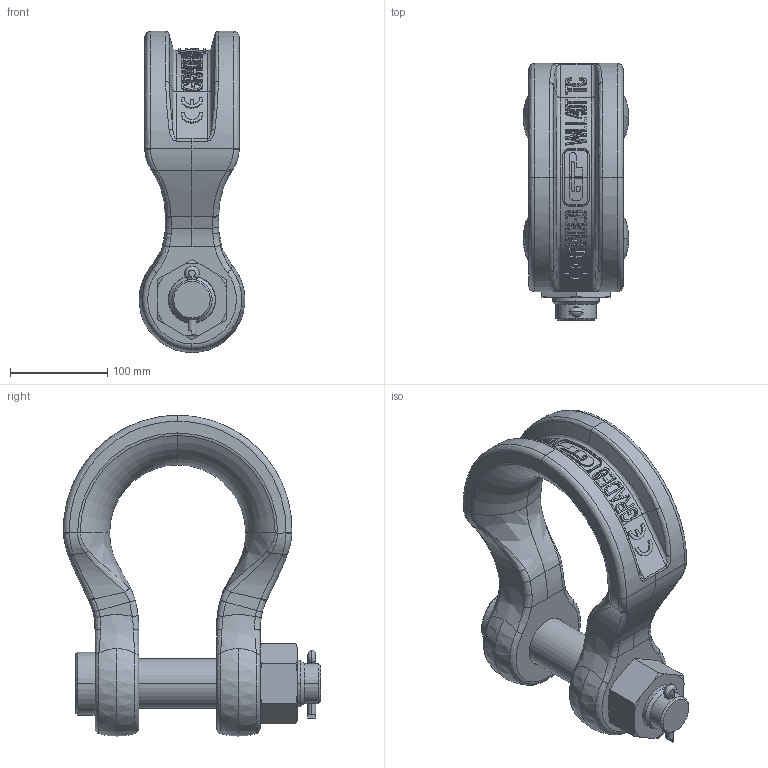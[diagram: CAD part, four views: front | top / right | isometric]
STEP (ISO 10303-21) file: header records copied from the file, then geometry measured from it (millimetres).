
FILE_DESCRIPTION(('STEP AP214'),'1');
FILE_NAME('slgpf0040.stp','2017-03-31T06:18:50',('TraceParts'),('TraceParts S.A.'),'Spatial InterOp 3D',' ',' ');
FILE_SCHEMA(('automotive_design'));
Length unit declared in the file: millimetre
Products named in the file (4): slgpf0040_1; slgpf0040_2; slgpf0040_3; slgpf0040_4
Bounding box: 108.73 x 264.5 x 330.5 mm (x, y, z)
Volume: 2804504.8 mm3; surface area: 264994 mm2
Topology: 4 solids, 4 shells, 586 faces, 1517 edges, 967 vertices
Faces by surface type: bspline 283, plane 196, cylinder 71, cone 16, torus 16, sphere 4
Entity records: 75375 total; most frequent: CARTESIAN_POINT 57836, ORIENTED_EDGE 3026, DIRECTION 1992, EDGE_CURVE 1513, VERTEX_POINT 967, AXIS2_PLACEMENT_3D 687, EDGE_LOOP 628, LINE 618
